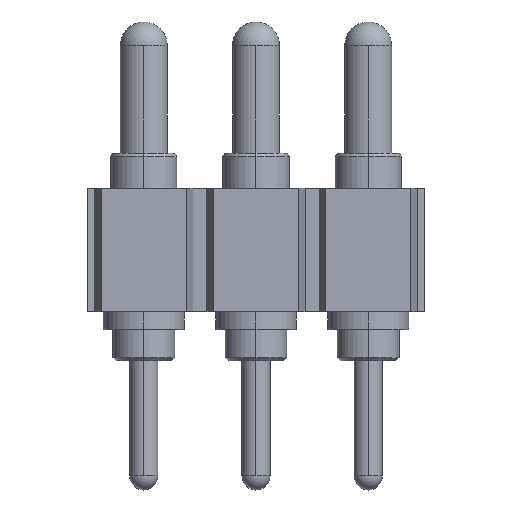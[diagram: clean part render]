
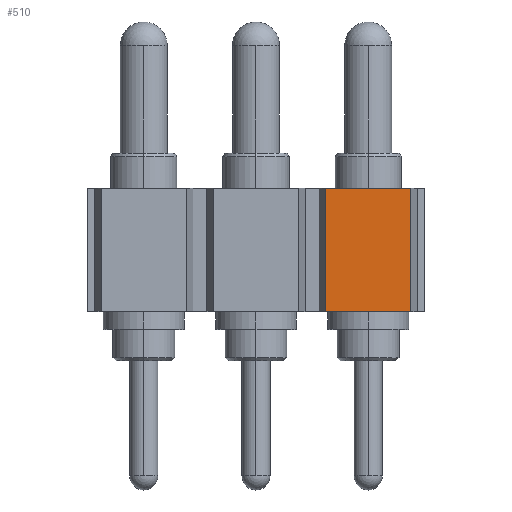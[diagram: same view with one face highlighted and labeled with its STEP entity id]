
A CAD part, top view. The second image highlights one B-rep face of the part: STEP entity #510.
In plain terms, the highlighted planar face has unit normal (0, 0, 1).
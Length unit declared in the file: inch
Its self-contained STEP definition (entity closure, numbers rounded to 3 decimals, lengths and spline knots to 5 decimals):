
#44 = CARTESIAN_POINT ( 'NONE',  ( 0.2, 0., 0. ) ) ;
#153 = VECTOR ( 'NONE', #1978, 39.37008 ) ;
#221 = DIRECTION ( 'NONE',  ( 1., 0., 0. ) ) ;
#253 = CARTESIAN_POINT ( 'NONE',  ( 0.27593, 0., 0. ) ) ;
#265 = DIRECTION ( 'NONE',  ( 1., 0., 0. ) ) ;
#301 = ORIENTED_EDGE ( 'NONE', *, *, #1516, .F. ) ;
#379 = LINE ( 'NONE', #1155, #153 ) ;
#424 = LINE ( 'NONE', #739, #1405 ) ;
#449 = VECTOR ( 'NONE', #221, 39.37008 ) ;
#475 = VECTOR ( 'NONE', #915, 39.37008 ) ;
#479 = VERTEX_POINT ( 'NONE', #44 ) ;
#487 = EDGE_CURVE ( 'NONE', #479, #1391, #674, .T. ) ;
#510 = ADVANCED_FACE ( 'NONE', ( #879 ), #1548, .T. ) ;
#522 = CARTESIAN_POINT ( 'NONE',  ( 0., 0., 0. ) ) ;
#579 = ORIENTED_EDGE ( 'NONE', *, *, #1215, .T. ) ;
#674 = LINE ( 'NONE', #522, #449 ) ;
#712 = DIRECTION ( 'NONE',  ( 0., 0., 1. ) ) ;
#739 = CARTESIAN_POINT ( 'NONE',  ( 0.2, -0.11, 0. ) ) ;
#748 = CARTESIAN_POINT ( 'NONE',  ( 0.27593, -0.11, 0. ) ) ;
#816 = VERTEX_POINT ( 'NONE', #1765 ) ;
#879 = FACE_OUTER_BOUND ( 'NONE', #972, .T. ) ;
#903 = LINE ( 'NONE', #748, #475 ) ;
#904 = AXIS2_PLACEMENT_3D ( 'NONE', #1184, #712, #265 ) ;
#915 = DIRECTION ( 'NONE',  ( 0., 1., 0. ) ) ;
#917 = VERTEX_POINT ( 'NONE', #1065 ) ;
#972 = EDGE_LOOP ( 'NONE', ( #301, #579, #1146, #1961 ) ) ;
#1065 = CARTESIAN_POINT ( 'NONE',  ( 0.27593, -0.11, 0. ) ) ;
#1146 = ORIENTED_EDGE ( 'NONE', *, *, #1883, .T. ) ;
#1155 = CARTESIAN_POINT ( 'NONE',  ( 0., -0.11, 0. ) ) ;
#1184 = CARTESIAN_POINT ( 'NONE',  ( 0., -0.11, 0. ) ) ;
#1215 = EDGE_CURVE ( 'NONE', #816, #917, #379, .T. ) ;
#1387 = DIRECTION ( 'NONE',  ( 0., 1., 0. ) ) ;
#1391 = VERTEX_POINT ( 'NONE', #253 ) ;
#1405 = VECTOR ( 'NONE', #1387, 39.37008 ) ;
#1516 = EDGE_CURVE ( 'NONE', #816, #479, #424, .T. ) ;
#1548 = PLANE ( 'NONE',  #904 ) ;
#1765 = CARTESIAN_POINT ( 'NONE',  ( 0.2, -0.11, 0. ) ) ;
#1883 = EDGE_CURVE ( 'NONE', #917, #1391, #903, .T. ) ;
#1961 = ORIENTED_EDGE ( 'NONE', *, *, #487, .F. ) ;
#1978 = DIRECTION ( 'NONE',  ( 1., 0., 0. ) ) ;
